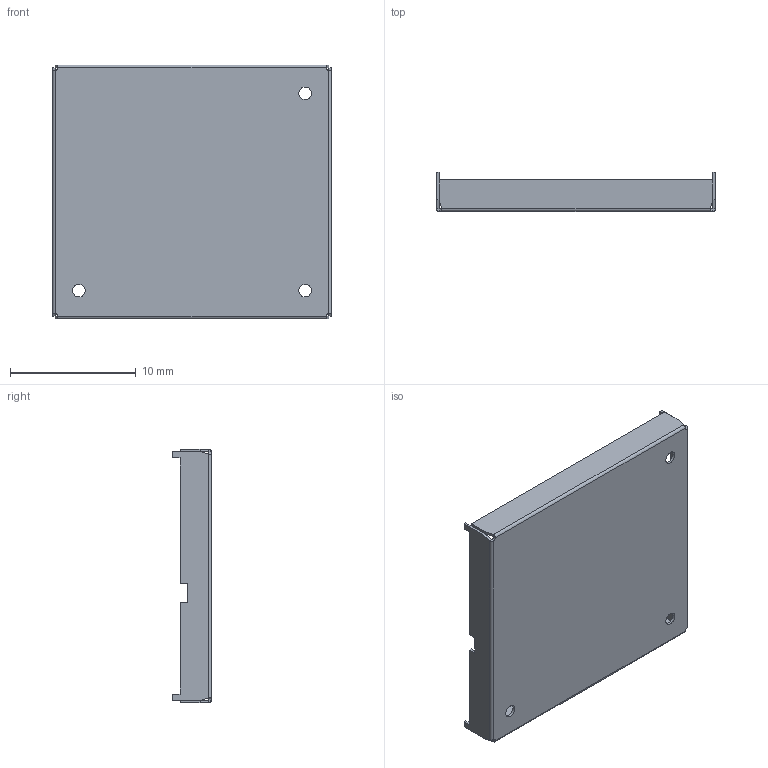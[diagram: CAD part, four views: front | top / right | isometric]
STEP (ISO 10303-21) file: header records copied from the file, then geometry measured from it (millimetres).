
FILE_DESCRIPTION (( 'STEP AP203' ), '1' );
FILE_NAME ('RF-022.STEP', '2021-06-24T12:11:53', ( '' ), ( '' ), 'SwSTEP 2.0', 'SolidWorks 2021', '' );
FILE_SCHEMA (( 'CONFIG_CONTROL_DESIGN' ));
Length unit declared in the file: millimetre
Products named in the file (1): RF-022
Bounding box: 22.2 x 3.1 x 20.2 mm (x, y, z)
Volume: 125 mm3; surface area: 1274 mm2
Topology: 1 solids, 1 shells, 72 faces, 178 edges, 108 vertices
Faces by surface type: plane 54, cylinder 18
Entity records: 2171 total; most frequent: DIRECTION 360, CARTESIAN_POINT 359, ORIENTED_EDGE 356, EDGE_CURVE 178, VECTOR 142, LINE 142, AXIS2_PLACEMENT_3D 109, VERTEX_POINT 108
